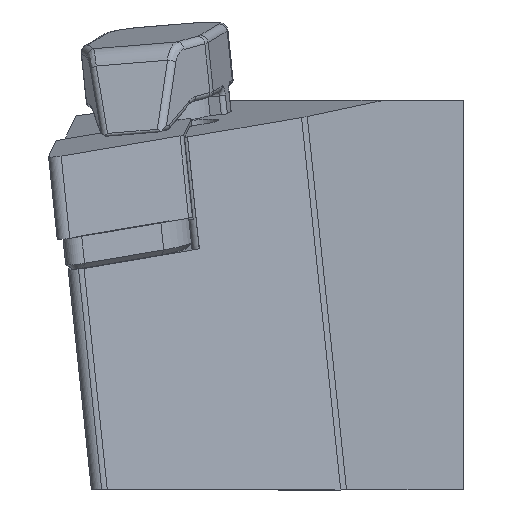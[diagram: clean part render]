
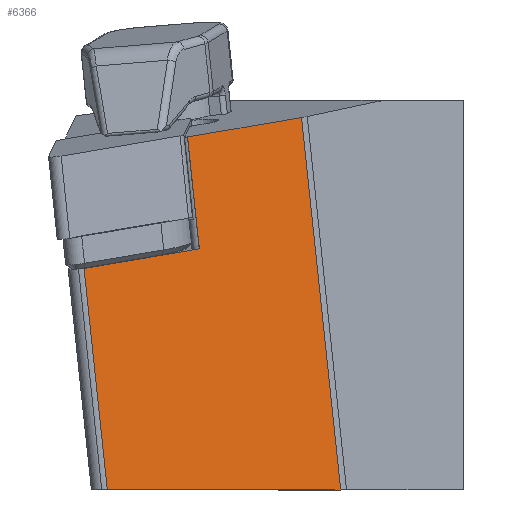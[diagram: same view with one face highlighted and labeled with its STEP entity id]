
A CAD part, left-side view. The second image highlights one B-rep face of the part: STEP entity #6366.
In plain terms, the highlighted planar face has unit normal (-0.849, -0.527, -0.034).
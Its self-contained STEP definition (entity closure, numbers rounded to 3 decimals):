
#394 = ORIENTED_EDGE ( 'NONE', *, *, #2174, .F. ) ;
#409 = EDGE_LOOP ( 'NONE', ( #5534, #6788, #394, #7267, #1811, #5802 ) ) ;
#528 = CARTESIAN_POINT ( 'NONE',  ( -152.547, 39.526, 247.529 ) ) ;
#659 = VECTOR ( 'NONE', #8548, 1000. ) ;
#716 = CARTESIAN_POINT ( 'NONE',  ( -110.587, -10.707, -19. ) ) ;
#773 = DIRECTION ( 'NONE',  ( 0.527, -0.85, 0. ) ) ;
#1268 = VERTEX_POINT ( 'NONE', #2293 ) ;
#1717 = VECTOR ( 'NONE', #2622, 1000. ) ;
#1760 = DIRECTION ( 'NONE',  ( 0.105, -0.104, -0.989 ) ) ;
#1811 = ORIENTED_EDGE ( 'NONE', *, *, #4722, .F. ) ;
#2069 = CARTESIAN_POINT ( 'NONE',  ( -126.633, 13.754, 2.319 ) ) ;
#2078 = DIRECTION ( 'NONE',  ( -0.527, 0.85, 0. ) ) ;
#2153 = LINE ( 'NONE', #8474, #4464 ) ;
#2174 = EDGE_CURVE ( 'NONE', #1268, #7860, #2886, .T. ) ;
#2293 = CARTESIAN_POINT ( 'NONE',  ( -110.445, -10.936, -19. ) ) ;
#2311 = CARTESIAN_POINT ( 'NONE',  ( -120.96, 3.79, 14.966 ) ) ;
#2622 = DIRECTION ( 'NONE',  ( -0.518, 0.843, -0.143 ) ) ;
#2623 = FACE_OUTER_BOUND ( 'NONE', #409, .T. ) ;
#2771 = LINE ( 'NONE', #528, #659 ) ;
#2783 = CARTESIAN_POINT ( 'NONE',  ( -139.009, 17.471, 251.278 ) ) ;
#2886 = LINE ( 'NONE', #716, #4153 ) ;
#2958 = VERTEX_POINT ( 'NONE', #2311 ) ;
#3336 = EDGE_CURVE ( 'NONE', #4313, #2958, #5547, .T. ) ;
#3509 = CARTESIAN_POINT ( 'NONE',  ( -124.38, 11.513, -19. ) ) ;
#3715 = DIRECTION ( 'NONE',  ( -0.105, 0.104, 0.989 ) ) ;
#4153 = VECTOR ( 'NONE', #2078, 1000. ) ;
#4313 = VERTEX_POINT ( 'NONE', #7417 ) ;
#4464 = VECTOR ( 'NONE', #1760, 1000. ) ;
#4705 = DIRECTION ( 'NONE',  ( 0.849, 0.527, 0.034 ) ) ;
#4722 = EDGE_CURVE ( 'NONE', #2958, #5073, #5908, .T. ) ;
#4809 = EDGE_CURVE ( 'NONE', #4313, #7756, #5279, .T. ) ;
#5073 = VERTEX_POINT ( 'NONE', #8649 ) ;
#5172 = CARTESIAN_POINT ( 'NONE',  ( -121.621, 4.448, 21.222 ) ) ;
#5264 = EDGE_CURVE ( 'NONE', #7756, #7860, #2771, .T. ) ;
#5279 = LINE ( 'NONE', #5900, #1717 ) ;
#5534 = ORIENTED_EDGE ( 'NONE', *, *, #4809, .T. ) ;
#5547 = LINE ( 'NONE', #5172, #6171 ) ;
#5702 = VECTOR ( 'NONE', #6709, 1000. ) ;
#5802 = ORIENTED_EDGE ( 'NONE', *, *, #3336, .F. ) ;
#5900 = CARTESIAN_POINT ( 'NONE',  ( -113.094, -8.301, 6.068 ) ) ;
#5908 = LINE ( 'NONE', #7310, #5702 ) ;
#6171 = VECTOR ( 'NONE', #3715, 1000. ) ;
#6366 = ADVANCED_FACE ( 'NONE', ( #2623 ), #7424, .F. ) ;
#6709 = DIRECTION ( 'NONE',  ( 0.518, -0.843, 0.143 ) ) ;
#6788 = ORIENTED_EDGE ( 'NONE', *, *, #5264, .T. ) ;
#7267 = ORIENTED_EDGE ( 'NONE', *, *, #7432, .F. ) ;
#7310 = CARTESIAN_POINT ( 'NONE',  ( -111.936, -10.909, 17.464 ) ) ;
#7417 = CARTESIAN_POINT ( 'NONE',  ( -119.822, 2.659, 4.205 ) ) ;
#7424 = PLANE ( 'NONE',  #8607 ) ;
#7432 = EDGE_CURVE ( 'NONE', #5073, #1268, #2153, .T. ) ;
#7756 = VERTEX_POINT ( 'NONE', #2069 ) ;
#7860 = VERTEX_POINT ( 'NONE', #3509 ) ;
#8474 = CARTESIAN_POINT ( 'NONE',  ( -139.009, 17.471, 251.278 ) ) ;
#8548 = DIRECTION ( 'NONE',  ( 0.105, -0.104, -0.989 ) ) ;
#8607 = AXIS2_PLACEMENT_3D ( 'NONE', #2783, #4705, #773 ) ;
#8649 = CARTESIAN_POINT ( 'NONE',  ( -114.231, -7.17, 16.829 ) ) ;
